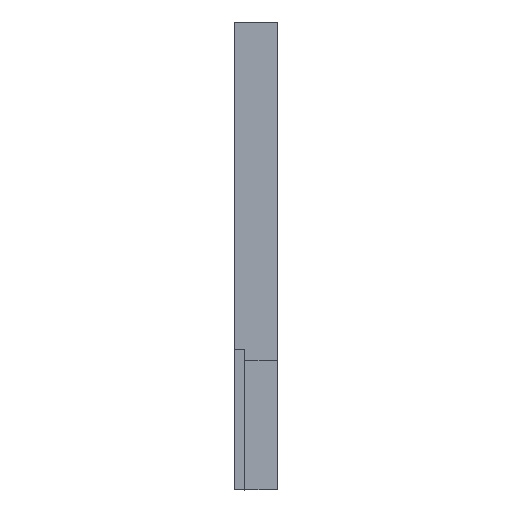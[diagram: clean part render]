
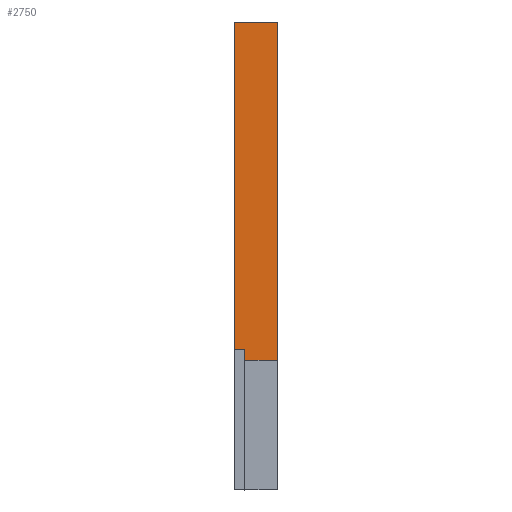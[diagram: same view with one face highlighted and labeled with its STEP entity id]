
A CAD part, left-side view. The second image highlights one B-rep face of the part: STEP entity #2750.
In plain terms, the highlighted planar face has unit normal (-1, 0, 0).
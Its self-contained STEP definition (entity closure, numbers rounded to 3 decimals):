
#199=FACE_OUTER_BOUND('',#341,.T.);
#341=EDGE_LOOP('',(#1871,#1872,#1873,#1874,#1875,#1876));
#509=LINE('',#3937,#825);
#513=LINE('',#3946,#829);
#517=LINE('',#3954,#833);
#543=LINE('',#4008,#859);
#544=LINE('',#4010,#860);
#545=LINE('',#4011,#861);
#825=VECTOR('',#3143,10.);
#829=VECTOR('',#3151,10.);
#833=VECTOR('',#3157,10.);
#859=VECTOR('',#3187,10.);
#860=VECTOR('',#3188,10.);
#861=VECTOR('',#3189,10.);
#1139=VERTEX_POINT('',#3931);
#1141=VERTEX_POINT('',#3935);
#1144=VERTEX_POINT('',#3945);
#1147=VERTEX_POINT('',#3953);
#1173=VERTEX_POINT('',#4007);
#1174=VERTEX_POINT('',#4009);
#1417=EDGE_CURVE('',#1139,#1141,#509,.T.);
#1421=EDGE_CURVE('',#1141,#1144,#513,.T.);
#1425=EDGE_CURVE('',#1139,#1147,#517,.T.);
#1452=EDGE_CURVE('',#1173,#1144,#543,.T.);
#1453=EDGE_CURVE('',#1174,#1173,#544,.T.);
#1454=EDGE_CURVE('',#1147,#1174,#545,.T.);
#1871=ORIENTED_EDGE('',*,*,#1417,.T.);
#1872=ORIENTED_EDGE('',*,*,#1421,.T.);
#1873=ORIENTED_EDGE('',*,*,#1452,.F.);
#1874=ORIENTED_EDGE('',*,*,#1453,.F.);
#1875=ORIENTED_EDGE('',*,*,#1454,.F.);
#1876=ORIENTED_EDGE('',*,*,#1425,.F.);
#2660=PLANE('',#2904);
#2750=ADVANCED_FACE('',(#199),#2660,.F.);
#2904=AXIS2_PLACEMENT_3D('',#4006,#3185,#3186);
#3143=DIRECTION('',(0.,-1.,0.));
#3151=DIRECTION('',(0.,0.,-1.));
#3157=DIRECTION('',(0.,0.,1.));
#3185=DIRECTION('center_axis',(1.,0.,0.));
#3186=DIRECTION('ref_axis',(0.,0.,-1.));
#3187=DIRECTION('',(0.,1.,0.));
#3188=DIRECTION('',(0.,0.,-1.));
#3189=DIRECTION('',(0.,-1.,0.));
#3931=CARTESIAN_POINT('',(31.7,7.,-62.813));
#3935=CARTESIAN_POINT('',(31.7,5.,-62.813));
#3937=CARTESIAN_POINT('',(31.7,4.875,-62.813));
#3945=CARTESIAN_POINT('',(31.7,5.,-64.813));
#3946=CARTESIAN_POINT('',(31.7,5.,-54.032));
#3953=CARTESIAN_POINT('',(31.7,7.,2.));
#3954=CARTESIAN_POINT('',(31.7,7.,-49.453));
#4006=CARTESIAN_POINT('Origin',(31.7,2.75,-31.407));
#4007=CARTESIAN_POINT('',(31.7,-1.5,-64.813));
#4008=CARTESIAN_POINT('',(31.7,1.375,-64.813));
#4009=CARTESIAN_POINT('',(31.7,-1.5,2.));
#4010=CARTESIAN_POINT('',(31.7,-1.5,-29.991));
#4011=CARTESIAN_POINT('',(31.7,1.375,2.));
